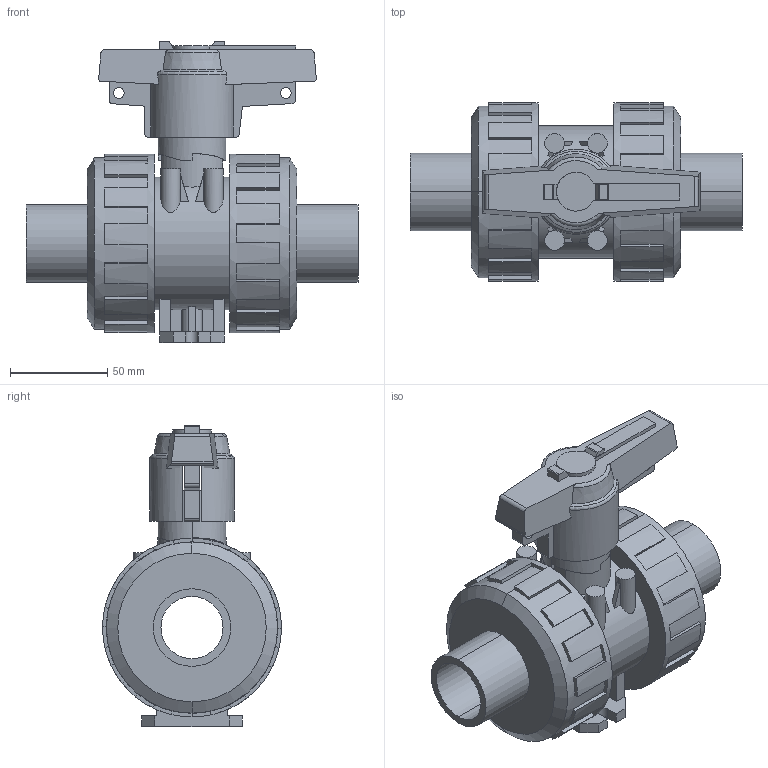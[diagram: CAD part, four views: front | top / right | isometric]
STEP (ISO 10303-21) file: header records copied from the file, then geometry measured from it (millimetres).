
FILE_DESCRIPTION(('STEP AP214'),'1');
FILE_NAME('cctmp_F069C9AD-5A21-44EC-B349-88041A8A7EED_2018_11_21_8_38_45_435..stp','2018-11-21T07:38:45',('Praher Valves GmbH'),('CADClick - www.CADClick.com'),'Spatial InterOp 3D',' ','unknown authorization');
FILE_SCHEMA(('AUTOMOTIVE_DESIGN'));
Length unit declared in the file: millimetre
Products named in the file (1): 124102
Bounding box: 171 x 92 x 155.1 mm (x, y, z)
Volume: 647020.4 mm3; surface area: 123808.2 mm2
Topology: 1 solids, 1 shells, 346 faces, 1010 edges, 668 vertices
Faces by surface type: plane 260, cylinder 62, cone 16, torus 8
Entity records: 14869 total; most frequent: CARTESIAN_POINT 2712, ORIENTED_EDGE 2020, DIRECTION 1962, EDGE_CURVE 1010, VERTEX_POINT 668, AXIS2_PLACEMENT_3D 667, LINE 628, VECTOR 628
